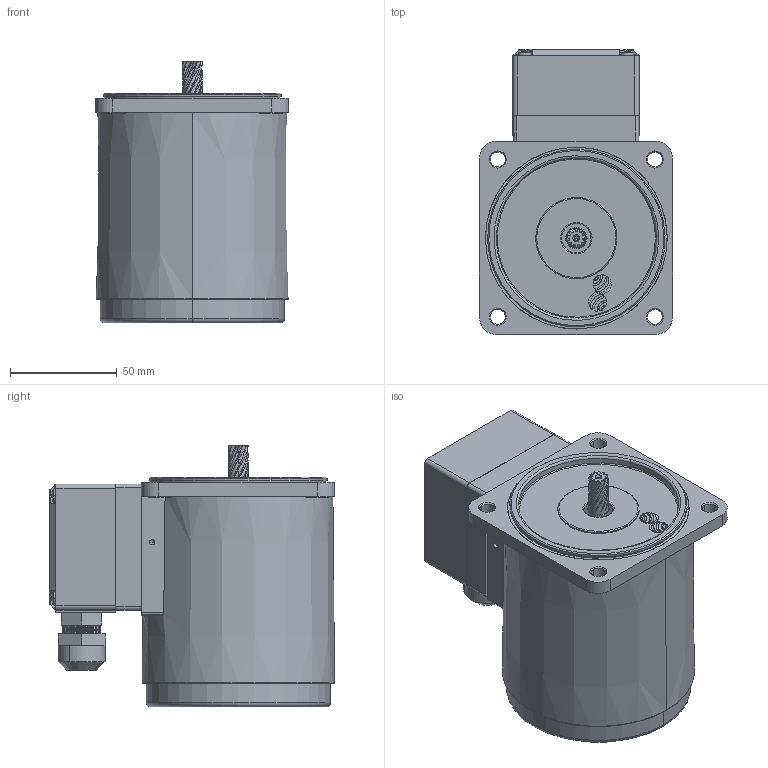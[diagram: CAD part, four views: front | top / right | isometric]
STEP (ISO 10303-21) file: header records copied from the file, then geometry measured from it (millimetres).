
FILE_DESCRIPTION (( 'STEP AP203' ), '1' );
FILE_NAME ('5IK40GN-¡¼Ts-5C071¡¼4000Z0.STEP', '2017-10-16T10:18:37', ( '' ), ( '' ), 'SwSTEP 2.0', 'SolidWorks 2010', '' );
FILE_SCHEMA (( 'CONFIG_CONTROL_DESIGN' ));
Length unit declared in the file: millimetre
Products named in the file (10): 出線頭 Ver.2; Ts下墊片; Ts上蓋; 5IK40GN-〖Ts-5C071〖4000Z0; 上蓋 C583-30; M540Ts; 成品180度; Ts下蓋; 圓頭十字螺絲 M3 x 40 --40N_JIS B 1111 Binding head screw M3 x 40 --40N; 40GN
Assembly tree (12 placements, depth 3):
  5IK40GN-〖Ts-5C071〖4000Z0
    上蓋 C583-30
    M540Ts
    40GN
    成品180度
      圓頭十字螺絲 M3 x 40 --40N_JIS B 1111 Binding head screw M3 x 40 --40N  x4
      Ts下蓋
      Ts上蓋
      Ts下墊片
      出線頭 Ver.2
Bounding box: 90.3 x 133.3 x 122.5 mm (x, y, z)
Volume: 306847.8 mm3; surface area: 125164.7 mm2
Topology: 11 solids, 11 shells, 2577 faces, 6755 edges, 4236 vertices
Faces by surface type: cone 1350, cylinder 938, plane 208, torus 51, bspline 22, sphere 8
Entity records: 38785 total; most frequent: CARTESIAN_POINT 10641, DIRECTION 6256, ORIENTED_EDGE 5470, EDGE_CURVE 2735, AXIS2_PLACEMENT_3D 2593, VERTEX_POINT 1731, CIRCLE 1534, EDGE_LOOP 1150
